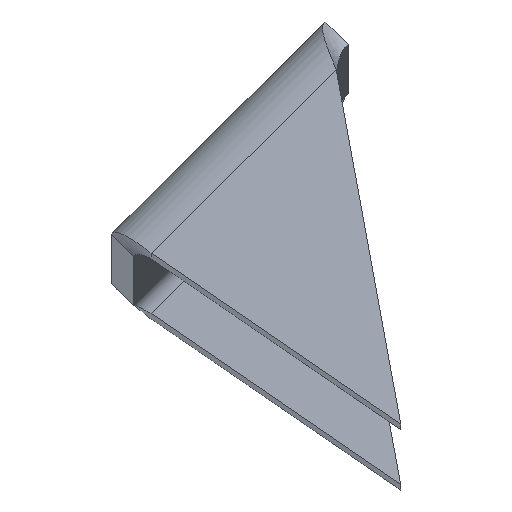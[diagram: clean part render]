
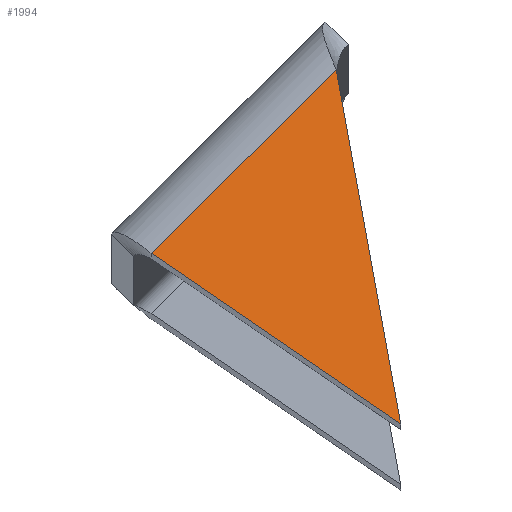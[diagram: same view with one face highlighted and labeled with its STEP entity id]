
A CAD part, top view. The second image highlights one B-rep face of the part: STEP entity #1994.
In plain terms, the highlighted planar face has unit normal (0, 0.176, 0.984).
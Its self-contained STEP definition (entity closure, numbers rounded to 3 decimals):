
#1555 = VERTEX_POINT('',#1556);
#1556 = CARTESIAN_POINT('',(-10.162,-2.489,
    18.225));
#1592 = PLANE('',#1593);
#1593 = AXIS2_PLACEMENT_3D('',#1594,#1595,#1596);
#1594 = CARTESIAN_POINT('',(1.617,-10.823,
    18.196));
#1595 = DIRECTION('',(-0.571,-0.808,0.145));
#1596 = DIRECTION('',(0.821,-0.562,0.101));
#1670 = CYLINDRICAL_SURFACE('',#1671,4.5);
#1671 = AXIS2_PLACEMENT_3D('',#1672,#1673,#1674);
#1672 = CARTESIAN_POINT('',(9.528,16.21,
    10.301));
#1673 = DIRECTION('',(-0.705,-0.698,0.125));
#1674 = DIRECTION('',(0.,0.176,0.984)
  );
#1732 = VERTEX_POINT('',#1733);
#1733 = CARTESIAN_POINT('',(7.307,14.805,
    15.124));
#1947 = EDGE_CURVE('',#1555,#1732,#1948,.T.);
#1948 = SURFACE_CURVE('',#1949,(#1953,#1982),.PCURVE_S1.);
#1949 = LINE('',#1950,#1951);
#1950 = CARTESIAN_POINT('',(-10.162,-2.489,
    18.225));
#1951 = VECTOR('',#1952,1.);
#1952 = DIRECTION('',(0.705,0.698,-0.125));
#1953 = PCURVE('',#1670,#1954);
#1954 = DEFINITIONAL_REPRESENTATION('',(#1955),#1981);
#1955 = B_SPLINE_CURVE_WITH_KNOTS('',3,(#1956,#1957,#1958,#1959,#1960,
    #1961,#1962,#1963,#1964,#1965,#1966,#1967,#1968,#1969,#1970,#1971,
    #1972,#1973,#1974,#1975,#1976,#1977,#1978,#1979,#1980),
  .UNSPECIFIED.,.F.,.F.,(4,1,1,1,1,1,1,1,1,1,1,1,1,1,1,1,1,1,1,1,1,1,4),
  (0.,1.126,2.252,3.379,4.505,
    5.631,6.757,7.883,9.01,
    10.136,11.262,12.388,13.514,
    14.64,15.767,16.893,18.019,
    19.145,20.271,21.398,22.524,
    23.65,24.776),.QUASI_UNIFORM_KNOTS.);
#1956 = CARTESIAN_POINT('',(0.,27.927));
#1957 = CARTESIAN_POINT('',(0.,27.552));
#1958 = CARTESIAN_POINT('',(0.,26.801));
#1959 = CARTESIAN_POINT('',(0.,25.675));
#1960 = CARTESIAN_POINT('',(0.,24.549));
#1961 = CARTESIAN_POINT('',(0.,23.422));
#1962 = CARTESIAN_POINT('',(0.,22.296));
#1963 = CARTESIAN_POINT('',(0.,21.17));
#1964 = CARTESIAN_POINT('',(0.,20.044));
#1965 = CARTESIAN_POINT('',(0.,18.918));
#1966 = CARTESIAN_POINT('',(0.,17.791));
#1967 = CARTESIAN_POINT('',(0.,16.665));
#1968 = CARTESIAN_POINT('',(0.,15.539));
#1969 = CARTESIAN_POINT('',(0.,14.413));
#1970 = CARTESIAN_POINT('',(0.,13.287));
#1971 = CARTESIAN_POINT('',(0.,12.16));
#1972 = CARTESIAN_POINT('',(0.,11.034));
#1973 = CARTESIAN_POINT('',(0.,9.908));
#1974 = CARTESIAN_POINT('',(0.,8.782));
#1975 = CARTESIAN_POINT('',(0.,7.656));
#1976 = CARTESIAN_POINT('',(0.,6.53));
#1977 = CARTESIAN_POINT('',(0.,5.403));
#1978 = CARTESIAN_POINT('',(0.,4.277));
#1979 = CARTESIAN_POINT('',(0.,3.526));
#1980 = CARTESIAN_POINT('',(0.,3.151));
#1981 = ( GEOMETRIC_REPRESENTATION_CONTEXT(2) 
PARAMETRIC_REPRESENTATION_CONTEXT() REPRESENTATION_CONTEXT('2D SPACE',''
  ) );
#1982 = PCURVE('',#1983,#1988);
#1983 = PLANE('',#1984);
#1984 = AXIS2_PLACEMENT_3D('',#1985,#1986,#1987);
#1985 = CARTESIAN_POINT('',(6.337,20.127,
    14.17));
#1986 = DIRECTION('',(0.,0.176,0.984)
  );
#1987 = DIRECTION('',(-0.984,-0.174,0.031
    ));
#1988 = DEFINITIONAL_REPRESENTATION('',(#1989),#1993);
#1989 = LINE('',#1990,#1991);
#1990 = CARTESIAN_POINT('',(20.295,19.705));
#1991 = VECTOR('',#1992,1.);
#1992 = DIRECTION('',(-0.819,-0.574));
#1993 = ( GEOMETRIC_REPRESENTATION_CONTEXT(2) 
PARAMETRIC_REPRESENTATION_CONTEXT() REPRESENTATION_CONTEXT('2D SPACE',''
  ) );
#1994 = ADVANCED_FACE('',(#1995),#1983,.T.);
#1995 = FACE_BOUND('',#1996,.F.);
#1996 = EDGE_LOOP('',(#1997,#2025,#2046));
#1997 = ORIENTED_EDGE('',*,*,#1998,.T.);
#1998 = EDGE_CURVE('',#1732,#1999,#2001,.T.);
#1999 = VERTEX_POINT('',#2000);
#2000 = CARTESIAN_POINT('',(13.397,-18.627,
    21.119));
#2001 = SURFACE_CURVE('',#2002,(#2006,#2013),.PCURVE_S1.);
#2002 = LINE('',#2003,#2004);
#2003 = CARTESIAN_POINT('',(7.307,14.805,
    15.124));
#2004 = VECTOR('',#2005,1.);
#2005 = DIRECTION('',(0.176,-0.969,0.174));
#2006 = PCURVE('',#1983,#2007);
#2007 = DEFINITIONAL_REPRESENTATION('',(#2008),#2012);
#2008 = LINE('',#2009,#2010);
#2009 = CARTESIAN_POINT('',(0.,5.493));
#2010 = VECTOR('',#2011,1.);
#2011 = DIRECTION('',(0.,1.));
#2012 = ( GEOMETRIC_REPRESENTATION_CONTEXT(2) 
PARAMETRIC_REPRESENTATION_CONTEXT() REPRESENTATION_CONTEXT('2D SPACE',''
  ) );
#2013 = PCURVE('',#2014,#2019);
#2014 = PLANE('',#2015);
#2015 = AXIS2_PLACEMENT_3D('',#2016,#2017,#2018);
#2016 = CARTESIAN_POINT('',(10.352,-2.175,
    16.645));
#2017 = DIRECTION('',(0.984,0.174,-0.031)
  );
#2018 = DIRECTION('',(-0.176,0.969,-0.174));
#2019 = DEFINITIONAL_REPRESENTATION('',(#2020),#2024);
#2020 = LINE('',#2021,#2022);
#2021 = CARTESIAN_POINT('',(17.253,1.5));
#2022 = VECTOR('',#2023,1.);
#2023 = DIRECTION('',(-1.,0.));
#2024 = ( GEOMETRIC_REPRESENTATION_CONTEXT(2) 
PARAMETRIC_REPRESENTATION_CONTEXT() REPRESENTATION_CONTEXT('2D SPACE',''
  ) );
#2025 = ORIENTED_EDGE('',*,*,#2026,.T.);
#2026 = EDGE_CURVE('',#1999,#1555,#2027,.T.);
#2027 = SURFACE_CURVE('',#2028,(#2032,#2039),.PCURVE_S1.);
#2028 = LINE('',#2029,#2030);
#2029 = CARTESIAN_POINT('',(13.397,-18.627,
    21.119));
#2030 = VECTOR('',#2031,1.);
#2031 = DIRECTION('',(-0.821,0.562,-0.101));
#2032 = PCURVE('',#1983,#2033);
#2033 = DEFINITIONAL_REPRESENTATION('',(#2034),#2038);
#2034 = LINE('',#2035,#2036);
#2035 = CARTESIAN_POINT('',(0.,40.));
#2036 = VECTOR('',#2037,1.);
#2037 = DIRECTION('',(0.707,-0.707));
#2038 = ( GEOMETRIC_REPRESENTATION_CONTEXT(2) 
PARAMETRIC_REPRESENTATION_CONTEXT() REPRESENTATION_CONTEXT('2D SPACE',''
  ) );
#2039 = PCURVE('',#1592,#2040);
#2040 = DEFINITIONAL_REPRESENTATION('',(#2041),#2045);
#2041 = LINE('',#2042,#2043);
#2042 = CARTESIAN_POINT('',(14.351,1.5));
#2043 = VECTOR('',#2044,1.);
#2044 = DIRECTION('',(-1.,0.));
#2045 = ( GEOMETRIC_REPRESENTATION_CONTEXT(2) 
PARAMETRIC_REPRESENTATION_CONTEXT() REPRESENTATION_CONTEXT('2D SPACE',''
  ) );
#2046 = ORIENTED_EDGE('',*,*,#1947,.T.);
